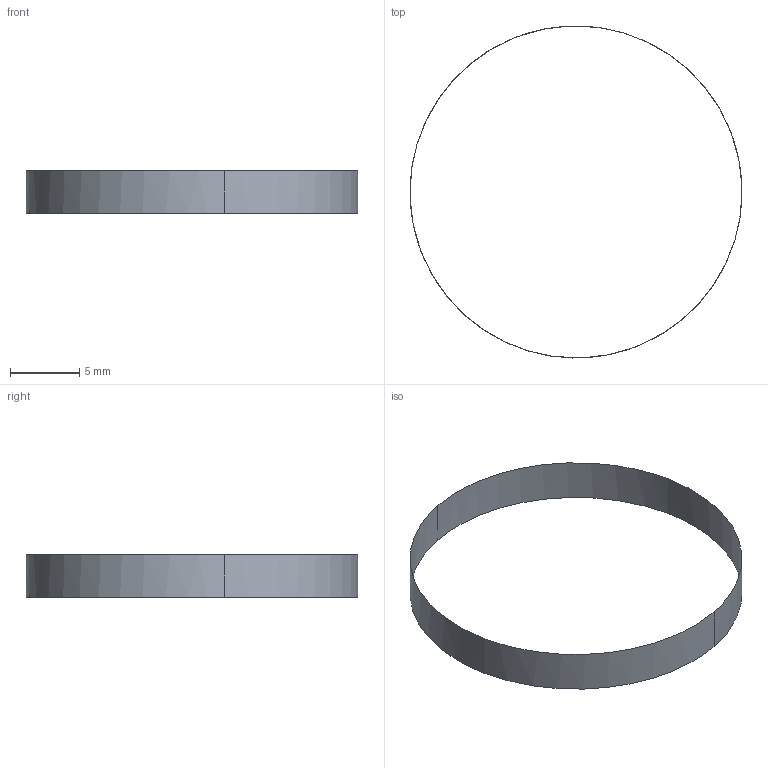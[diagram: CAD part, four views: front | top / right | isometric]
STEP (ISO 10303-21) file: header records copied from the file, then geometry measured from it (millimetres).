
FILE_DESCRIPTION(/* description */ (''),/* implementation_level */ '2;1');
FILE_NAME(/* name */ 'outer_scaffold',/* time_stamp */ '2022-07-10T14:01:06-04:00',/* author */ (''),/* organization */ (''),/* preprocessor_version */ 'ST-DEVELOPER v16.5',/* originating_system */ 'Rhino 7.16',/* authorisation */ '');
FILE_SCHEMA (('CONFIG_CONTROL_DESIGN'));
Length unit declared in the file: millimetre
Products named in the file (1): Document
Bounding box: 23.99 x 23.99 x 3.07 mm (x, y, z)
Surface area: 231.3 mm2 (no closed solid volume)
Topology: 0 solids, 1 shells, 4 faces, 12 edges, 8 vertices
Faces by surface type: cylinder 4
Entity records: 210 total; most frequent: CARTESIAN_POINT 54, ORIENTED_EDGE 16, EDGE_CURVE 12, VERTEX_POINT 8, DIRECTION 8, ORGANIZATION 7, PERSON_AND_ORGANIZATION 7, AXIS2_PLACEMENT_3D 6
